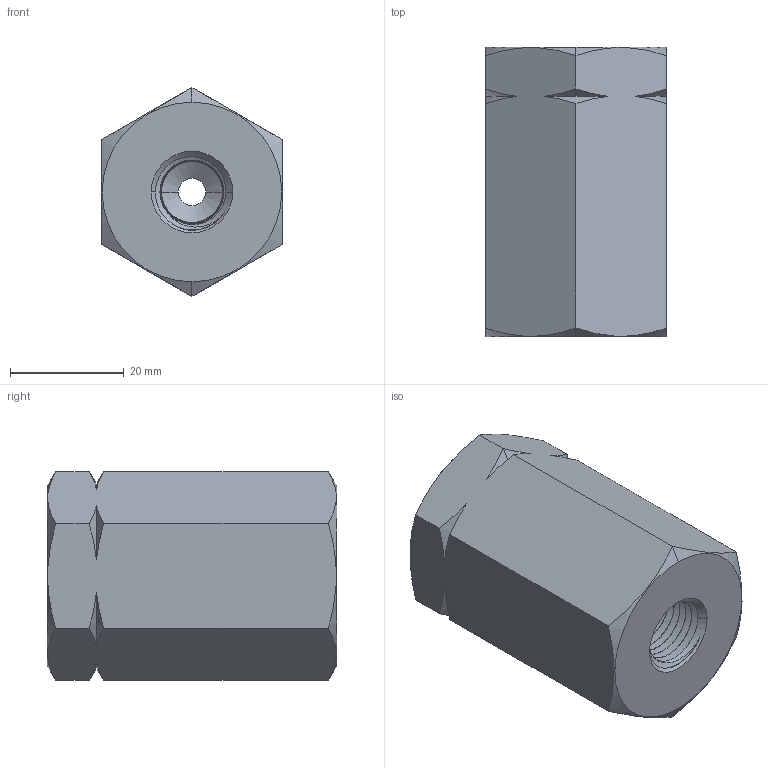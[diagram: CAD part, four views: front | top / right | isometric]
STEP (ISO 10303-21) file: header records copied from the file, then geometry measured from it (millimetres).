
FILE_DESCRIPTION (( 'STEP AP203' ), '1' );
FILE_NAME ('AD-510FBR-4FNPT.STEP', '2025-08-01T19:02:24', ( '' ), ( '' ), 'SwSTEP 2.0', 'SolidWorks 2018', '' );
FILE_SCHEMA (( 'CONFIG_CONTROL_DESIGN' ));
Length unit declared in the file: inch
Products named in the file (1): AD-510FBR-4FNPT
Bounding box: 31.75 x 50.8 x 36.66 mm (x, y, z)
Volume: 34507.1 mm3; surface area: 10360.7 mm2
Topology: 1 solids, 1 shells, 202 faces, 544 edges, 358 vertices
Faces by surface type: plane 69, bspline 67, cone 41, cylinder 25
Entity records: 17471 total; most frequent: CARTESIAN_POINT 12967, ORIENTED_EDGE 1088, DIRECTION 609, EDGE_CURVE 544, VERTEX_POINT 358, VECTOR 267, LINE 267, B_SPLINE_CURVE_WITH_KNOTS 242
